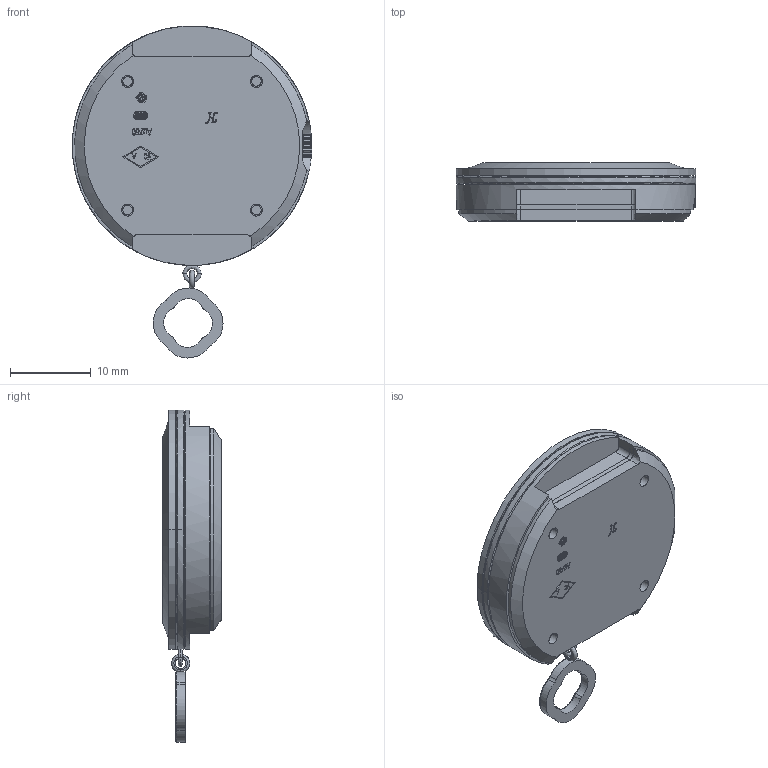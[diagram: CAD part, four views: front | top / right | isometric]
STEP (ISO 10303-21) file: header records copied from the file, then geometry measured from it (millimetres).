
FILE_DESCRIPTION(('FreeCAD Model'),'2;1');
FILE_NAME('Open CASCADE Shape Model','2025-04-25T16:47:21',('FreeCAD'),( 'FreeCAD'),'Open CASCADE STEP processor 7.6','FreeCAD','Unknown');
FILE_SCHEMA(('AUTOMOTIVE_DESIGN { 1 0 10303 214 1 1 1 1 }'));
Products named in the file (1): Open CASCADE STEP translator 7.6 1
Bounding box: 29.57 x 7.17 x 41 mm (x, y, z)
Volume: 2297.4 mm3; surface area: 6660.4 mm2
Topology: 8 solids, 15 shells, 1229 faces, 3395 edges, 2068 vertices
Faces by surface type: bspline 1229
Entity records: 39842 total; most frequent: CARTESIAN_POINT 21758, ORIENTED_EDGE 6118, EDGE_CURVE 3059, VERTEX_POINT 2068, B_SPLINE_CURVE_WITH_KNOTS 2063, FACE_BOUND 1473, EDGE_LOOP 1473, ADVANCED_FACE 1229
